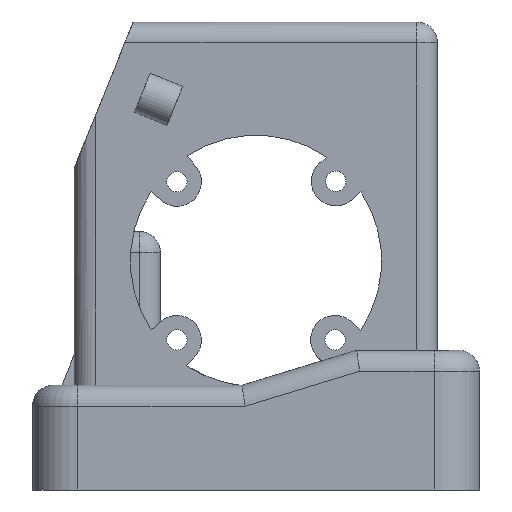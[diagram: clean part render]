
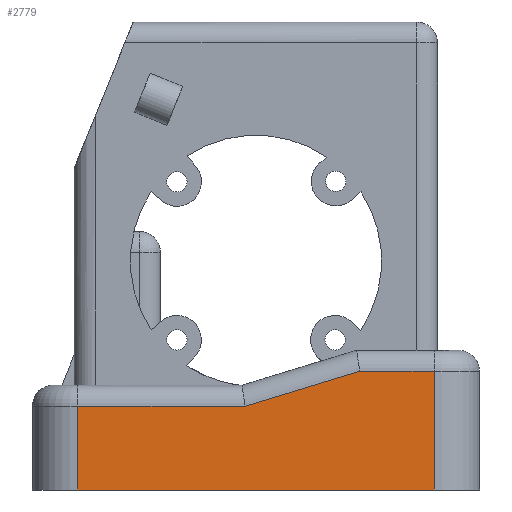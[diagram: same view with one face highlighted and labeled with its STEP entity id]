
A CAD part, left-side view. The second image highlights one B-rep face of the part: STEP entity #2779.
In plain terms, the highlighted planar face has unit normal (-1, 0, 0).
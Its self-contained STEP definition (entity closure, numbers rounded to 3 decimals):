
#277=FACE_OUTER_BOUND('',#449,.T.);
#449=EDGE_LOOP('',(#2538,#2539,#2540,#2541,#2542,#2543));
#603=LINE('',#4015,#865);
#605=LINE('',#4021,#867);
#606=LINE('',#4025,#868);
#620=LINE('',#4081,#882);
#739=LINE('',#4553,#1001);
#835=LINE('',#4827,#1097);
#865=VECTOR('',#3144,10.);
#867=VECTOR('',#3150,10.);
#868=VECTOR('',#3155,10.);
#882=VECTOR('',#3205,10.);
#1001=VECTOR('',#3564,10.);
#1097=VECTOR('',#3866,10.);
#1135=VERTEX_POINT('',#4010);
#1136=VERTEX_POINT('',#4014);
#1138=VERTEX_POINT('',#4020);
#1139=VERTEX_POINT('',#4024);
#1156=VERTEX_POINT('',#4079);
#1281=VERTEX_POINT('',#4551);
#1405=EDGE_CURVE('',#1135,#1136,#603,.T.);
#1408=EDGE_CURVE('',#1136,#1138,#605,.T.);
#1410=EDGE_CURVE('',#1138,#1139,#606,.T.);
#1436=EDGE_CURVE('',#1156,#1135,#620,.T.);
#1620=EDGE_CURVE('',#1281,#1156,#739,.T.);
#1759=EDGE_CURVE('',#1281,#1139,#835,.T.);
#2538=ORIENTED_EDGE('',*,*,#1405,.F.);
#2539=ORIENTED_EDGE('',*,*,#1436,.F.);
#2540=ORIENTED_EDGE('',*,*,#1620,.F.);
#2541=ORIENTED_EDGE('',*,*,#1759,.T.);
#2542=ORIENTED_EDGE('',*,*,#1410,.F.);
#2543=ORIENTED_EDGE('',*,*,#1408,.F.);
#2634=PLANE('',#3056);
#2779=ADVANCED_FACE('',(#277),#2634,.T.);
#3056=AXIS2_PLACEMENT_3D('',#4828,#3867,#3868);
#3144=DIRECTION('',(0.,-1.,0.));
#3150=DIRECTION('',(0.,-0.957,0.292));
#3155=DIRECTION('',(0.,-1.,0.));
#3205=DIRECTION('',(0.,0.,1.));
#3564=DIRECTION('',(0.,1.,0.));
#3866=DIRECTION('',(0.,0.,1.));
#3867=DIRECTION('center_axis',(-1.,0.,0.));
#3868=DIRECTION('ref_axis',(0.,-1.,0.));
#4010=CARTESIAN_POINT('',(-3.5,54.,14.2));
#4014=CARTESIAN_POINT('',(-3.5,30.053,14.2));
#4015=CARTESIAN_POINT('',(-3.5,29.8,14.2));
#4020=CARTESIAN_POINT('',(-3.5,13.653,19.2));
#4021=CARTESIAN_POINT('',(-3.5,16.015,18.48));
#4024=CARTESIAN_POINT('',(-3.5,3.,19.2));
#4025=CARTESIAN_POINT('',(-3.5,13.325,19.2));
#4079=CARTESIAN_POINT('',(-3.5,54.,2.2));
#4081=CARTESIAN_POINT('',(-3.5,54.,2.2));
#4551=CARTESIAN_POINT('',(-3.5,3.,2.2));
#4553=CARTESIAN_POINT('',(-3.5,12.5,2.2));
#4827=CARTESIAN_POINT('',(-3.5,3.,2.2));
#4828=CARTESIAN_POINT('Origin',(-3.5,14.1,2.2));
